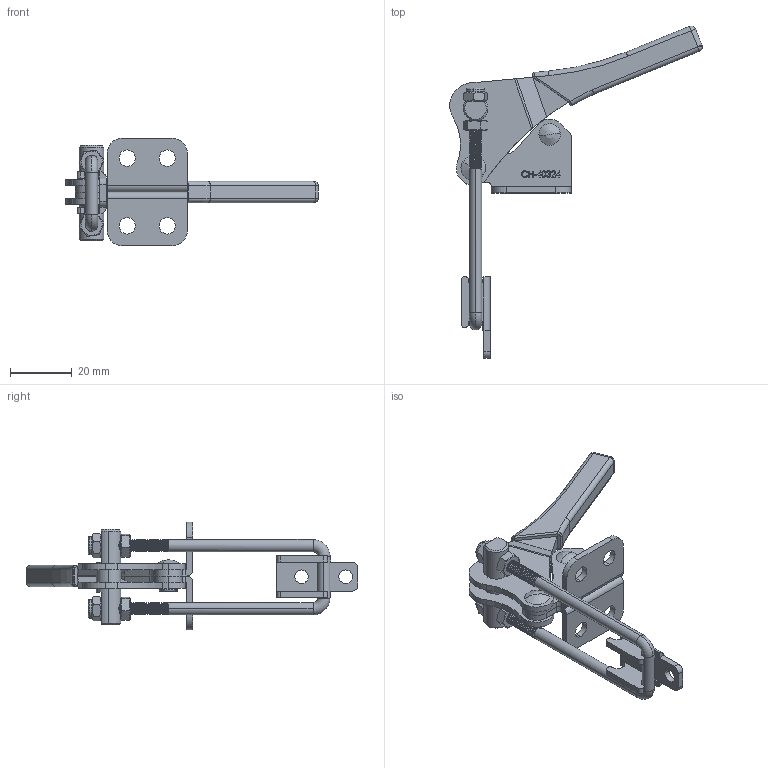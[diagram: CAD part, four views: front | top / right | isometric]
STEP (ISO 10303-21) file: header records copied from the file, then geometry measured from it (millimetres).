
FILE_DESCRIPTION (( 'STEP AP203' ), '1' );
FILE_NAME ('CH-40324.STEP', '2010-06-07T11:25:54', ( '微软用户' ), ( '微软中国' ), 'SwSTEP 2.0', 'SolidWorks 2008', '' );
FILE_SCHEMA (( 'CONFIG_CONTROL_DESIGN' ));
Products named in the file (10): 40324-03_默认; M4_默认; M4防松螺母_默认; 40324-04_默认; CH-40324; 40324-01_默认; 40324-07_默认; 40324-06_默认; 40324-05_默认; 40324-02_默认
Assembly tree (11 placements, depth 2):
  CH-40324
    M4_默认  x2
    40324-01_默认
    40324-06_默认
    40324-05_默认
    40324-03_默认
    40324-02_默认
    40324-04_默认
    M4防松螺母_默认  x2
    40324-07_默认
Bounding box: 82.02 x 107.8 x 35 mm (x, y, z)
Volume: 14397 mm3; surface area: 15139.8 mm2
Topology: 12 solids, 12 shells, 852 faces, 2307 edges, 1499 vertices
Faces by surface type: cylinder 314, plane 267, bspline 188, cone 49, torus 28, sphere 6
Entity records: 40469 total; most frequent: CARTESIAN_POINT 21559, ORIENTED_EDGE 4272, DIRECTION 2937, EDGE_CURVE 2136, VERTEX_POINT 1396, VECTOR 1037, LINE 1037, AXIS2_PLACEMENT_3D 950
